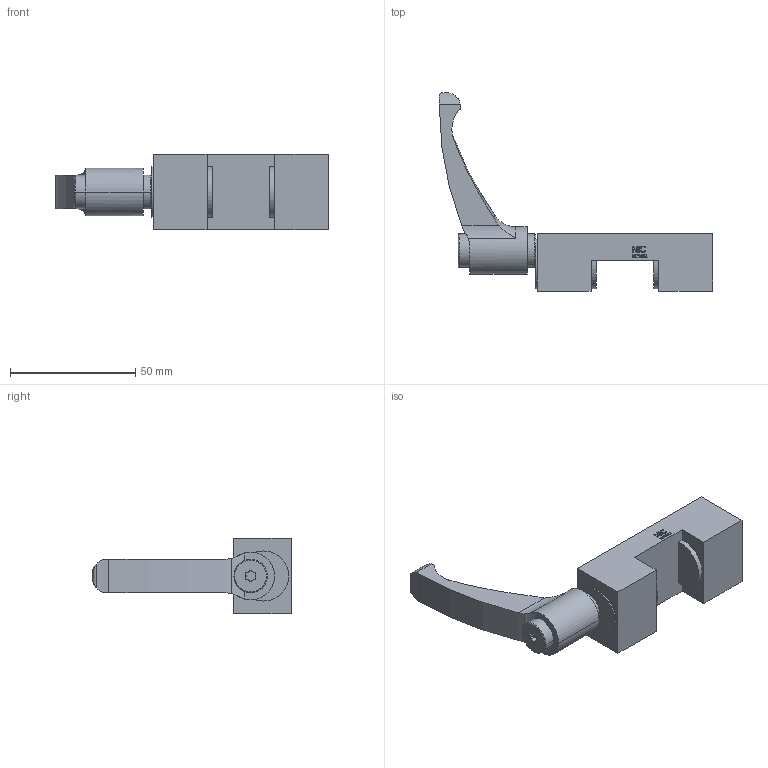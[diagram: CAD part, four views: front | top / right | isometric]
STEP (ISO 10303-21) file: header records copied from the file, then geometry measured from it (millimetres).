
FILE_DESCRIPTION((''),'2;1');
FILE_NAME('NK2501A-NIC','2023-07-12T21:19:05',('lx'),(''),'CREO PARAMETRIC BY PTC INC, 2018100','CREO PARAMETRIC BY PTC INC, 2018100','');
FILE_SCHEMA(('CONFIG_CONTROL_DESIGN'));
Length unit declared in the file: millimetre
Products named in the file (1): NK2501A-NIC
Bounding box: 109 x 79.2 x 30 mm (x, y, z)
Volume: 51686.6 mm3; surface area: 17607.3 mm2
Topology: 1 solids, 3 shells, 315 faces, 867 edges, 578 vertices
Faces by surface type: plane 252, cylinder 53, cone 4, torus 4, bspline 2
Entity records: 10121 total; most frequent: CARTESIAN_POINT 1987, ORIENTED_EDGE 1732, DIRECTION 1583, EDGE_CURVE 867, VECTOR 723, LINE 723, VERTEX_POINT 578, AXIS2_PLACEMENT_3D 430
